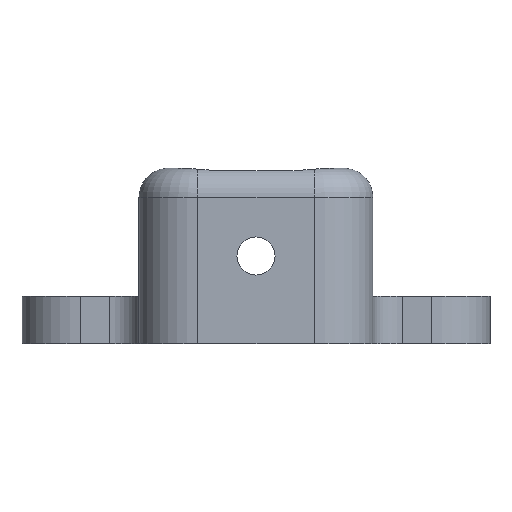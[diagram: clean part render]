
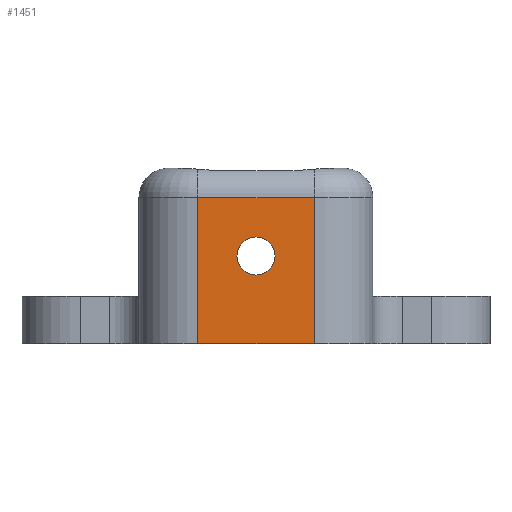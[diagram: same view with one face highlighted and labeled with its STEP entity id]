
A CAD part, front view. The second image highlights one B-rep face of the part: STEP entity #1451.
In plain terms, the highlighted planar face has unit normal (0, -1, 0).
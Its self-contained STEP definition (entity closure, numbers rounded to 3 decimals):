
#58 = DIRECTION ( 'NONE',  ( 0., 1., 0. ) ) ;
#69 = CARTESIAN_POINT ( 'NONE',  ( 15., 0., 12.5 ) ) ;
#103 = EDGE_CURVE ( 'NONE', #2269, #983, #2602, .T. ) ;
#107 = ORIENTED_EDGE ( 'NONE', *, *, #1510, .T. ) ;
#168 = VECTOR ( 'NONE', #2630, 1000. ) ;
#194 = ORIENTED_EDGE ( 'NONE', *, *, #2007, .T. ) ;
#239 = CARTESIAN_POINT ( 'NONE',  ( 20., 0., 0. ) ) ;
#288 = DIRECTION ( 'NONE',  ( 0., 0., 1. ) ) ;
#385 = CARTESIAN_POINT ( 'NONE',  ( 5., 0., 15. ) ) ;
#456 = AXIS2_PLACEMENT_3D ( 'NONE', #2331, #1135, #1596 ) ;
#777 = EDGE_LOOP ( 'NONE', ( #2179, #107 ) ) ;
#808 = VECTOR ( 'NONE', #2299, 1000. ) ;
#906 = LINE ( 'NONE', #385, #2577 ) ;
#966 = VERTEX_POINT ( 'NONE', #1721 ) ;
#967 = EDGE_LOOP ( 'NONE', ( #1483, #194, #2225, #2180 ) ) ;
#983 = VERTEX_POINT ( 'NONE', #69 ) ;
#1007 = DIRECTION ( 'NONE',  ( 0., 0., -1. ) ) ;
#1105 = EDGE_CURVE ( 'NONE', #2567, #1620, #2025, .T. ) ;
#1135 = DIRECTION ( 'NONE',  ( 0., 1., 0. ) ) ;
#1164 = CARTESIAN_POINT ( 'NONE',  ( 10., 0., 9.125 ) ) ;
#1194 = EDGE_CURVE ( 'NONE', #1427, #2269, #1546, .T. ) ;
#1212 = AXIS2_PLACEMENT_3D ( 'NONE', #1675, #1779, #1625 ) ;
#1215 = CIRCLE ( 'NONE', #2169, 1.625 ) ;
#1394 = CARTESIAN_POINT ( 'NONE',  ( 10., 0., 7.5 ) ) ;
#1427 = VERTEX_POINT ( 'NONE', #1936 ) ;
#1451 = ADVANCED_FACE ( 'NONE', ( #1827, #2083 ), #1550, .F. ) ;
#1483 = ORIENTED_EDGE ( 'NONE', *, *, #103, .T. ) ;
#1510 = EDGE_CURVE ( 'NONE', #1620, #2567, #1215, .T. ) ;
#1546 = LINE ( 'NONE', #239, #1956 ) ;
#1550 = PLANE ( 'NONE',  #1212 ) ;
#1596 = DIRECTION ( 'NONE',  ( 0., 0., 1. ) ) ;
#1599 = CARTESIAN_POINT ( 'NONE',  ( 15., 0., 15. ) ) ;
#1620 = VERTEX_POINT ( 'NONE', #2052 ) ;
#1625 = DIRECTION ( 'NONE',  ( 0., 0., 1. ) ) ;
#1675 = CARTESIAN_POINT ( 'NONE',  ( 20., 0., 15. ) ) ;
#1721 = CARTESIAN_POINT ( 'NONE',  ( 5., 0., 12.5 ) ) ;
#1779 = DIRECTION ( 'NONE',  ( 0., 1., 0. ) ) ;
#1827 = FACE_BOUND ( 'NONE', #777, .T. ) ;
#1936 = CARTESIAN_POINT ( 'NONE',  ( 5., 0., 0. ) ) ;
#1956 = VECTOR ( 'NONE', #2241, 1000. ) ;
#2007 = EDGE_CURVE ( 'NONE', #983, #966, #2493, .T. ) ;
#2025 = CIRCLE ( 'NONE', #456, 1.625 ) ;
#2052 = CARTESIAN_POINT ( 'NONE',  ( 10., 0., 5.875 ) ) ;
#2083 = FACE_OUTER_BOUND ( 'NONE', #967, .T. ) ;
#2169 = AXIS2_PLACEMENT_3D ( 'NONE', #1394, #58, #288 ) ;
#2179 = ORIENTED_EDGE ( 'NONE', *, *, #1105, .T. ) ;
#2180 = ORIENTED_EDGE ( 'NONE', *, *, #1194, .T. ) ;
#2207 = EDGE_CURVE ( 'NONE', #966, #1427, #906, .T. ) ;
#2225 = ORIENTED_EDGE ( 'NONE', *, *, #2207, .T. ) ;
#2241 = DIRECTION ( 'NONE',  ( 1., 0., 0. ) ) ;
#2269 = VERTEX_POINT ( 'NONE', #2498 ) ;
#2299 = DIRECTION ( 'NONE',  ( -1., 0., 0. ) ) ;
#2331 = CARTESIAN_POINT ( 'NONE',  ( 10., 0., 7.5 ) ) ;
#2454 = CARTESIAN_POINT ( 'NONE',  ( 20., 0., 12.5 ) ) ;
#2493 = LINE ( 'NONE', #2454, #808 ) ;
#2498 = CARTESIAN_POINT ( 'NONE',  ( 15., 0., 0. ) ) ;
#2567 = VERTEX_POINT ( 'NONE', #1164 ) ;
#2577 = VECTOR ( 'NONE', #1007, 1000. ) ;
#2602 = LINE ( 'NONE', #1599, #168 ) ;
#2630 = DIRECTION ( 'NONE',  ( 0., 0., 1. ) ) ;
